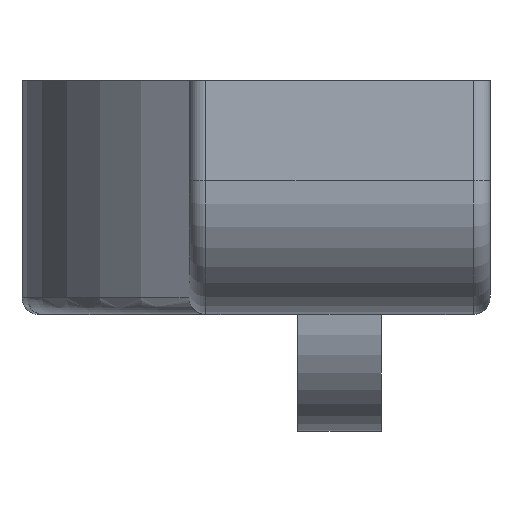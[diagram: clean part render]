
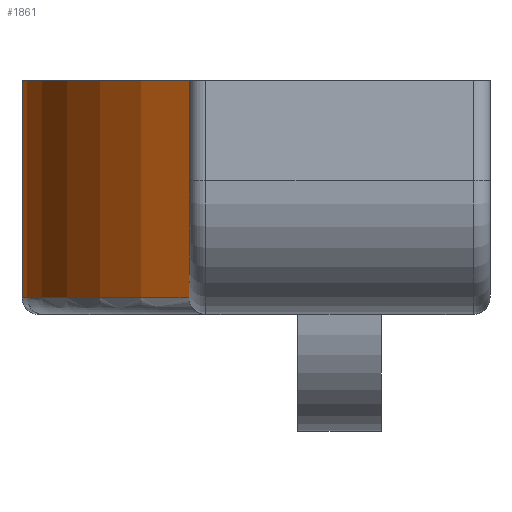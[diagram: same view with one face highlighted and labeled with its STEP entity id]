
A CAD part, left-side view. The second image highlights one B-rep face of the part: STEP entity #1861.
In plain terms, the highlighted cylindrical face has radius 20 mm (diameter 40 mm), a partial arc.
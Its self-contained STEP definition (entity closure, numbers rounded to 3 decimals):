
#15 = AXIS2_PLACEMENT_3D ( 'NONE', #971, #2183, #646 ) ;
#17 = CARTESIAN_POINT ( 'NONE',  ( -48.679, 0., 14. ) ) ;
#80 = VERTEX_POINT ( 'NONE', #351 ) ;
#299 = AXIS2_PLACEMENT_3D ( 'NONE', #1545, #492, #1720 ) ;
#351 = CARTESIAN_POINT ( 'NONE',  ( -66., -10., 14. ) ) ;
#362 = EDGE_CURVE ( 'NONE', #2148, #1939, #1165, .T. ) ;
#454 = CARTESIAN_POINT ( 'NONE',  ( -48.679, 0., 14. ) ) ;
#475 = CARTESIAN_POINT ( 'NONE',  ( -48.679, 0., 1. ) ) ;
#492 = DIRECTION ( 'NONE',  ( 0., 0., 1. ) ) ;
#521 = LINE ( 'NONE', #1879, #874 ) ;
#590 = FACE_OUTER_BOUND ( 'NONE', #1345, .T. ) ;
#646 = DIRECTION ( 'NONE',  ( -1., 0., 0. ) ) ;
#662 = DIRECTION ( 'NONE',  ( 0., 0., -1. ) ) ;
#874 = VECTOR ( 'NONE', #2050, 1000. ) ;
#884 = AXIS2_PLACEMENT_3D ( 'NONE', #1030, #662, #2065 ) ;
#971 = CARTESIAN_POINT ( 'NONE',  ( -48.679, -20., 1. ) ) ;
#1030 = CARTESIAN_POINT ( 'NONE',  ( -48.679, -20., 29. ) ) ;
#1050 = CARTESIAN_POINT ( 'NONE',  ( -66., -10., 1. ) ) ;
#1165 = CIRCLE ( 'NONE', #15, 20. ) ;
#1168 = ORIENTED_EDGE ( 'NONE', *, *, #362, .T. ) ;
#1345 = EDGE_LOOP ( 'NONE', ( #1918, #1168, #1349, #1373 ) ) ;
#1349 = ORIENTED_EDGE ( 'NONE', *, *, #2189, .F. ) ;
#1373 = ORIENTED_EDGE ( 'NONE', *, *, #1774, .F. ) ;
#1469 = CYLINDRICAL_SURFACE ( 'NONE', #884, 20. ) ;
#1545 = CARTESIAN_POINT ( 'NONE',  ( -48.679, -20., 14. ) ) ;
#1694 = EDGE_CURVE ( 'NONE', #2148, #1976, #1798, .T. ) ;
#1720 = DIRECTION ( 'NONE',  ( -1., 0., 0. ) ) ;
#1774 = EDGE_CURVE ( 'NONE', #1976, #80, #2029, .T. ) ;
#1798 = LINE ( 'NONE', #454, #2143 ) ;
#1851 = DIRECTION ( 'NONE',  ( 0., 0., 1. ) ) ;
#1861 = ADVANCED_FACE ( 'NONE', ( #590 ), #1469, .T. ) ;
#1879 = CARTESIAN_POINT ( 'NONE',  ( -66., -10., 29. ) ) ;
#1918 = ORIENTED_EDGE ( 'NONE', *, *, #1694, .F. ) ;
#1939 = VERTEX_POINT ( 'NONE', #1050 ) ;
#1976 = VERTEX_POINT ( 'NONE', #17 ) ;
#2029 = CIRCLE ( 'NONE', #299, 20. ) ;
#2050 = DIRECTION ( 'NONE',  ( 0., 0., -1. ) ) ;
#2065 = DIRECTION ( 'NONE',  ( -1., 0., 0. ) ) ;
#2143 = VECTOR ( 'NONE', #1851, 1000. ) ;
#2148 = VERTEX_POINT ( 'NONE', #475 ) ;
#2183 = DIRECTION ( 'NONE',  ( 0., 0., 1. ) ) ;
#2189 = EDGE_CURVE ( 'NONE', #80, #1939, #521, .T. ) ;
